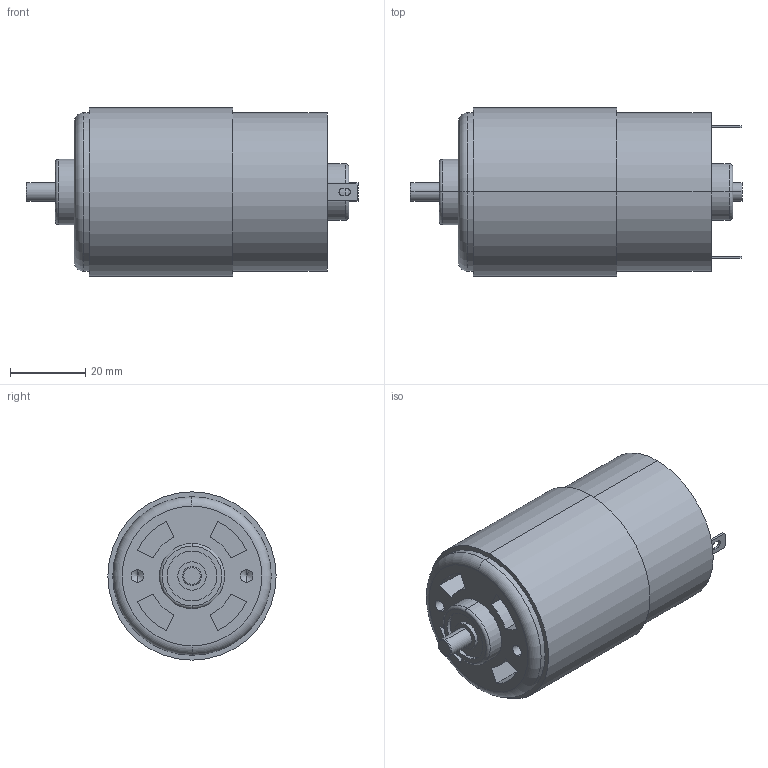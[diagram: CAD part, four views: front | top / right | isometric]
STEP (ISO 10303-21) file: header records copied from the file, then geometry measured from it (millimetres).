
FILE_DESCRIPTION (( 'STEP AP203' ), '1' );
FILE_NAME ('217-4347-STEP-20141030.STEP', '2014-10-30T19:19:57', ( 'IFMI-VEX04' ), ( '' ), 'SwSTEP 2.0', 'SolidWorks 2014', '' );
FILE_SCHEMA (( 'CONFIG_CONTROL_DESIGN' ));
Length unit declared in the file: millimetre
Products named in the file (1): 217-4347-STEP-20141030
Bounding box: 88 x 44.6 x 44.6 mm (x, y, z)
Volume: 97069.1 mm3; surface area: 15210.4 mm2
Topology: 1 solids, 1 shells, 129 faces, 303 edges, 196 vertices
Faces by surface type: cylinder 63, plane 54, torus 8, cone 4
Entity records: 3800 total; most frequent: DIRECTION 701, CARTESIAN_POINT 625, ORIENTED_EDGE 598, EDGE_CURVE 299, AXIS2_PLACEMENT_3D 272, VERTEX_POINT 196, EDGE_LOOP 157, LINE 157
